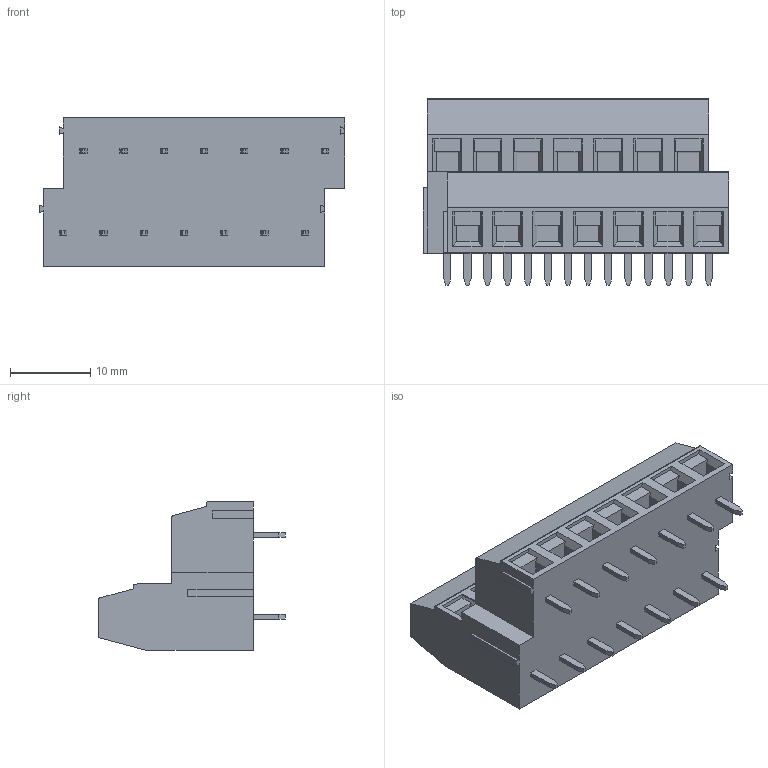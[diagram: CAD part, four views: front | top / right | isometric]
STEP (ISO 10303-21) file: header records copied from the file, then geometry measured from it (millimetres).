
FILE_DESCRIPTION (( 'STEP AP214' ), '1' );
FILE_NAME ('DG127A-5.0-14P-4Y-00AH.STEP', '2021-01-02T02:25:35', ( '' ), ( '' ), 'SwSTEP 2.0', 'SolidWorks 2020', '' );
FILE_SCHEMA (( 'AUTOMOTIVE_DESIGN' ));
Length unit declared in the file: millimetre
Products named in the file (1): DG127A-5.0-14P-4Y-00AH
Bounding box: 38 x 23.2 x 18.5 mm (x, y, z)
Volume: 7576.3 mm3; surface area: 5206.7 mm2
Topology: 1 solids, 1 shells, 881 faces, 2368 edges, 1560 vertices
Faces by surface type: plane 650, bspline 128, cylinder 61, torus 42
Entity records: 40330 total; most frequent: CARTESIAN_POINT 12314, ORIENTED_EDGE 4736, DIRECTION 3798, EDGE_CURVE 2368, LINE 1822, VECTOR 1822, VERTEX_POINT 1560, AXIS2_PLACEMENT_3D 988
